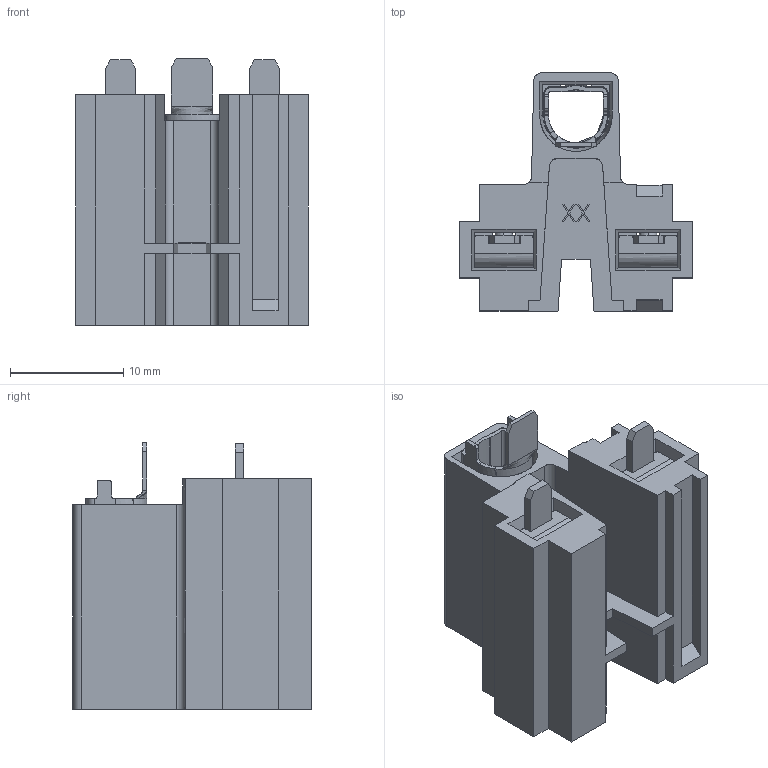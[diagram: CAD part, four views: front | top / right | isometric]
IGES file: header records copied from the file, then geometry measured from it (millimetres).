
Start section: SolidWorks IGES file using analytic representation for surfaces
Global section: file name: 37050.IGS; native system: SolidWorks 2017; preprocessor: SolidWorks 2017; author: sjohnson; date: 170628.073132; units: inch
Bounding box: 20.51 x 21.02 x 23.5 mm (x, y, z)
Surface area: 5316.5 mm2 (no closed solid volume)
Topology: 0 solids, 0 shells, 512 faces, 3942 edges, 3942 vertices
Faces by surface type: bspline 386, revolution 126
